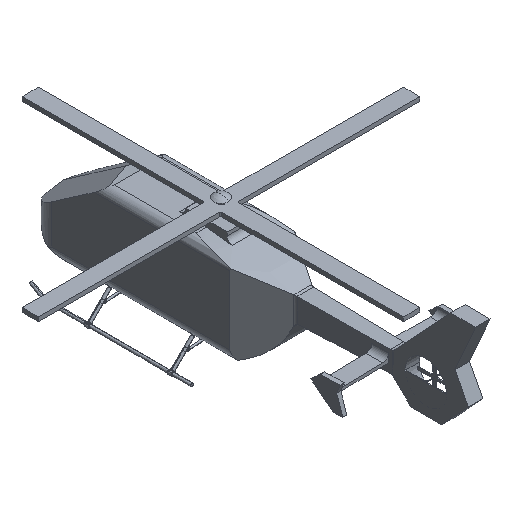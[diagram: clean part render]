
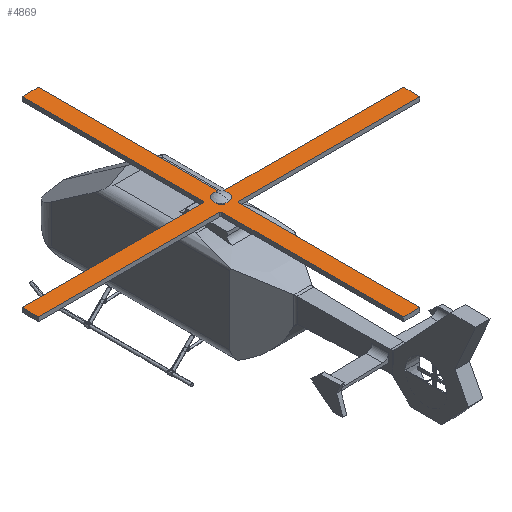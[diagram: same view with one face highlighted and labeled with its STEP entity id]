
A CAD part, isometric view. The second image highlights one B-rep face of the part: STEP entity #4869.
In plain terms, the highlighted face is planar.
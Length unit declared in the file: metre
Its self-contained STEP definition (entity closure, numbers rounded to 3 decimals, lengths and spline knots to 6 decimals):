
#4534=CARTESIAN_POINT('',(0.,0.1,0.));
#4535=DIRECTION('',(0.,-1.,0.));
#4536=DIRECTION('',(1.,0.,0.));
#4537=AXIS2_PLACEMENT_3D('',#4534,#4535,#4536);
#4539=CARTESIAN_POINT('',(0.,0.1,0.));
#4540=DIRECTION('',(0.,-1.,0.));
#4541=DIRECTION('',(-1.,0.,0.));
#4542=AXIS2_PLACEMENT_3D('',#4539,#4540,#4541);
#4544=DIRECTION('',(0.,0.,-1.));
#4545=VECTOR('',#4544,4.372043);
#4546=CARTESIAN_POINT('',(0.2,0.1,-0.223607));
#4547=LINE('',#4546,#4545);
#4548=CARTESIAN_POINT('',(0.,0.1,0.));
#4549=DIRECTION('',(0.,1.,0.));
#4550=DIRECTION('',(0.745,0.,-0.667));
#4551=AXIS2_PLACEMENT_3D('',#4548,#4549,#4550);
#4553=DIRECTION('',(-1.,0.,0.));
#4554=VECTOR('',#4553,4.372043);
#4555=CARTESIAN_POINT('',(4.59565,0.1,-0.2));
#4556=LINE('',#4555,#4554);
#4557=CARTESIAN_POINT('',(0.,0.1,0.));
#4558=DIRECTION('',(0.,1.,0.));
#4559=DIRECTION('',(0.999,0.,0.043));
#4560=AXIS2_PLACEMENT_3D('',#4557,#4558,#4559);
#4562=DIRECTION('',(1.,0.,0.));
#4563=VECTOR('',#4562,4.372043);
#4564=CARTESIAN_POINT('',(0.223607,0.1,0.2));
#4565=LINE('',#4564,#4563);
#4566=CARTESIAN_POINT('',(0.,0.1,0.));
#4567=DIRECTION('',(0.,1.,0.));
#4568=DIRECTION('',(0.667,0.,0.745));
#4569=AXIS2_PLACEMENT_3D('',#4566,#4567,#4568);
#4571=DIRECTION('',(0.,0.,-1.));
#4572=VECTOR('',#4571,4.372043);
#4573=CARTESIAN_POINT('',(0.2,0.1,4.59565));
#4574=LINE('',#4573,#4572);
#4575=CARTESIAN_POINT('',(0.,0.1,0.));
#4576=DIRECTION('',(0.,1.,0.));
#4577=DIRECTION('',(-0.043,0.,0.999));
#4578=AXIS2_PLACEMENT_3D('',#4575,#4576,#4577);
#4580=DIRECTION('',(0.,0.,1.));
#4581=VECTOR('',#4580,4.372043);
#4582=CARTESIAN_POINT('',(-0.2,0.1,0.223607));
#4583=LINE('',#4582,#4581);
#4584=CARTESIAN_POINT('',(0.,0.1,0.));
#4585=DIRECTION('',(0.,1.,0.));
#4586=DIRECTION('',(-0.745,0.,0.667));
#4587=AXIS2_PLACEMENT_3D('',#4584,#4585,#4586);
#4589=DIRECTION('',(1.,0.,0.));
#4590=VECTOR('',#4589,4.372043);
#4591=CARTESIAN_POINT('',(-4.59565,0.1,0.2));
#4592=LINE('',#4591,#4590);
#4593=CARTESIAN_POINT('',(0.,0.1,0.));
#4594=DIRECTION('',(0.,1.,0.));
#4595=DIRECTION('',(-0.999,0.,-0.043));
#4596=AXIS2_PLACEMENT_3D('',#4593,#4594,#4595);
#4598=DIRECTION('',(-1.,0.,0.));
#4599=VECTOR('',#4598,4.372043);
#4600=CARTESIAN_POINT('',(-0.223607,0.1,-0.2));
#4601=LINE('',#4600,#4599);
#4602=CARTESIAN_POINT('',(0.,0.1,0.));
#4603=DIRECTION('',(0.,1.,0.));
#4604=DIRECTION('',(-0.667,0.,-0.745));
#4605=AXIS2_PLACEMENT_3D('',#4602,#4603,#4604);
#4607=DIRECTION('',(0.,0.,1.));
#4608=VECTOR('',#4607,4.372043);
#4609=CARTESIAN_POINT('',(-0.2,0.1,-4.59565));
#4610=LINE('',#4609,#4608);
#4611=CARTESIAN_POINT('',(0.,0.1,0.));
#4612=DIRECTION('',(0.,1.,0.));
#4613=DIRECTION('',(0.043,0.,-0.999));
#4614=AXIS2_PLACEMENT_3D('',#4611,#4612,#4613);
#4716=CARTESIAN_POINT('',(0.075,0.1,0.));
#4717=CARTESIAN_POINT('',(-0.075,0.1,0.));
#4718=VERTEX_POINT('',#4716);
#4719=VERTEX_POINT('',#4717);
#4720=CARTESIAN_POINT('',(0.2,0.1,-0.223607));
#4721=CARTESIAN_POINT('',(0.2,0.1,-4.59565));
#4722=VERTEX_POINT('',#4720);
#4723=VERTEX_POINT('',#4721);
#4724=CARTESIAN_POINT('',(-0.2,0.1,-4.59565));
#4725=VERTEX_POINT('',#4724);
#4726=CARTESIAN_POINT('',(-0.2,0.1,-0.223607));
#4727=VERTEX_POINT('',#4726);
#4728=CARTESIAN_POINT('',(-0.223607,0.1,-0.2));
#4729=VERTEX_POINT('',#4728);
#4730=CARTESIAN_POINT('',(-4.59565,0.1,-0.2));
#4731=VERTEX_POINT('',#4730);
#4732=CARTESIAN_POINT('',(-4.59565,0.1,0.2));
#4733=VERTEX_POINT('',#4732);
#4734=CARTESIAN_POINT('',(-0.223607,0.1,0.2));
#4735=VERTEX_POINT('',#4734);
#4736=CARTESIAN_POINT('',(-0.2,0.1,0.223607));
#4737=VERTEX_POINT('',#4736);
#4738=CARTESIAN_POINT('',(-0.2,0.1,4.59565));
#4739=VERTEX_POINT('',#4738);
#4740=CARTESIAN_POINT('',(0.2,0.1,4.59565));
#4741=VERTEX_POINT('',#4740);
#4742=CARTESIAN_POINT('',(0.2,0.1,0.223607));
#4743=VERTEX_POINT('',#4742);
#4744=CARTESIAN_POINT('',(0.223607,0.1,0.2));
#4745=VERTEX_POINT('',#4744);
#4746=CARTESIAN_POINT('',(4.59565,0.1,0.2));
#4747=VERTEX_POINT('',#4746);
#4748=CARTESIAN_POINT('',(4.59565,0.1,-0.2));
#4749=VERTEX_POINT('',#4748);
#4750=CARTESIAN_POINT('',(0.223607,0.1,-0.2));
#4751=VERTEX_POINT('',#4750);
#4826=CARTESIAN_POINT('',(0.,0.1,0.));
#4827=DIRECTION('',(0.,1.,0.));
#4828=DIRECTION('',(1.,0.,0.));
#4829=AXIS2_PLACEMENT_3D('',#4826,#4827,#4828);
#4830=PLANE('',#4829);
#4832=ORIENTED_EDGE('',*,*,#4831,.F.);
#4834=ORIENTED_EDGE('',*,*,#4833,.F.);
#4836=ORIENTED_EDGE('',*,*,#4835,.F.);
#4838=ORIENTED_EDGE('',*,*,#4837,.F.);
#4840=ORIENTED_EDGE('',*,*,#4839,.F.);
#4842=ORIENTED_EDGE('',*,*,#4841,.F.);
#4844=ORIENTED_EDGE('',*,*,#4843,.F.);
#4846=ORIENTED_EDGE('',*,*,#4845,.F.);
#4848=ORIENTED_EDGE('',*,*,#4847,.F.);
#4850=ORIENTED_EDGE('',*,*,#4849,.F.);
#4852=ORIENTED_EDGE('',*,*,#4851,.F.);
#4854=ORIENTED_EDGE('',*,*,#4853,.F.);
#4856=ORIENTED_EDGE('',*,*,#4855,.F.);
#4858=ORIENTED_EDGE('',*,*,#4857,.F.);
#4860=ORIENTED_EDGE('',*,*,#4859,.F.);
#4862=ORIENTED_EDGE('',*,*,#4861,.F.);
#4863=EDGE_LOOP('',(#4832,#4834,#4836,#4838,#4840,#4842,#4844,#4846,#4848,#4850,
#4852,#4854,#4856,#4858,#4860,#4862));
#4864=FACE_OUTER_BOUND('',#4863,.F.);
#4865=ORIENTED_EDGE('',*,*,#4806,.F.);
#4866=ORIENTED_EDGE('',*,*,#4820,.F.);
#4867=EDGE_LOOP('',(#4865,#4866));
#4868=FACE_BOUND('',#4867,.F.);
#4869=ADVANCED_FACE('',(#4864,#4868),#4830,.T.);
#4538=CIRCLE('',#4537,0.075);
#4543=CIRCLE('',#4542,0.075);
#4552=CIRCLE('',#4551,0.3);
#4561=CIRCLE('',#4560,4.6);
#4570=CIRCLE('',#4569,0.3);
#4579=CIRCLE('',#4578,4.6);
#4588=CIRCLE('',#4587,0.3);
#4597=CIRCLE('',#4596,4.6);
#4606=CIRCLE('',#4605,0.3);
#4615=CIRCLE('',#4614,4.6);
#4806=EDGE_CURVE('',#4718,#4719,#4538,.T.);
#4820=EDGE_CURVE('',#4719,#4718,#4543,.T.);
#4831=EDGE_CURVE('',#4722,#4723,#4547,.T.);
#4833=EDGE_CURVE('',#4751,#4722,#4552,.T.);
#4835=EDGE_CURVE('',#4749,#4751,#4556,.T.);
#4837=EDGE_CURVE('',#4747,#4749,#4561,.T.);
#4839=EDGE_CURVE('',#4745,#4747,#4565,.T.);
#4841=EDGE_CURVE('',#4743,#4745,#4570,.T.);
#4843=EDGE_CURVE('',#4741,#4743,#4574,.T.);
#4845=EDGE_CURVE('',#4739,#4741,#4579,.T.);
#4847=EDGE_CURVE('',#4737,#4739,#4583,.T.);
#4849=EDGE_CURVE('',#4735,#4737,#4588,.T.);
#4851=EDGE_CURVE('',#4733,#4735,#4592,.T.);
#4853=EDGE_CURVE('',#4731,#4733,#4597,.T.);
#4855=EDGE_CURVE('',#4729,#4731,#4601,.T.);
#4857=EDGE_CURVE('',#4727,#4729,#4606,.T.);
#4859=EDGE_CURVE('',#4725,#4727,#4610,.T.);
#4861=EDGE_CURVE('',#4723,#4725,#4615,.T.);
